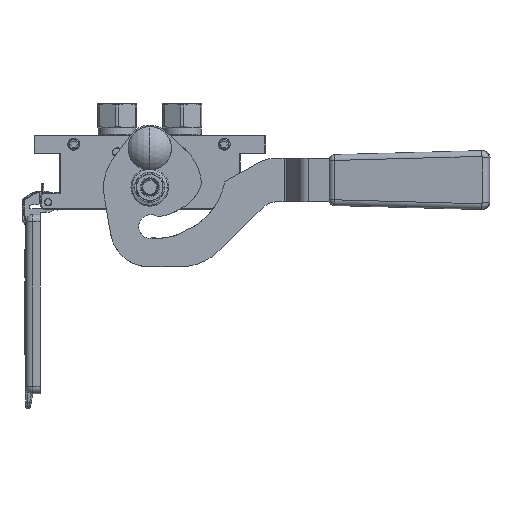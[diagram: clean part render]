
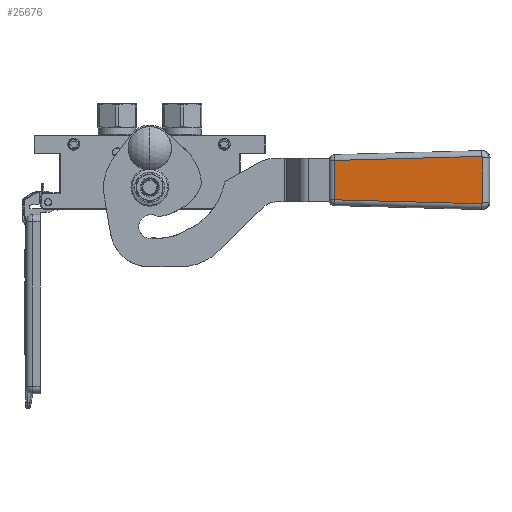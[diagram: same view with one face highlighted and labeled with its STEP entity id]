
A CAD part, front view. The second image highlights one B-rep face of the part: STEP entity #25676.
In plain terms, the highlighted face is planar.
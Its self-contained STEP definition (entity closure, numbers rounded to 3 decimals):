
#1391 = CARTESIAN_POINT ( 'NONE',  ( 16.355, 0.066, -4.882 ) ) ;
#2040 = CARTESIAN_POINT ( 'NONE',  ( 16.084, 0.059, -4.352 ) ) ;
#2409 = CARTESIAN_POINT ( 'NONE',  ( 15.363, 0.055, -4.054 ) ) ;
#5093 = B_SPLINE_CURVE_WITH_KNOTS ( 'NONE', 3,
 ( #80277, #95161, #72794, #65054, #35959, #51137, #72482, #79971, #29165, #58226, #36274 ),
 .UNSPECIFIED., .F., .F.,
 ( 4, 1, 1, 1, 1, 1, 1, 1, 4 ),
 ( 0., 0.125, 0.25, 0.375, 0.5, 0.625, 0.75, 0.875, 1. ),
 .UNSPECIFIED. ) ;
#7016 = VERTEX_POINT ( 'NONE', #71439 ) ;
#8495 = CARTESIAN_POINT ( 'NONE',  ( 15.931, 0.057, -4.223 ) ) ;
#9759 = CARTESIAN_POINT ( 'NONE',  ( 15.754, 0.056, -4.127 ) ) ;
#14779 = ORIENTED_EDGE ( 'NONE', *, *, #41199, .F. ) ;
#16289 = CARTESIAN_POINT ( 'NONE',  ( 15.562, 0.055, -4.067 ) ) ;
#19002 = CARTESIAN_POINT ( 'NONE',  ( -15.363, 0.055, -4.054 ) ) ;
#19180 = ORIENTED_EDGE ( 'NONE', *, *, #55543, .F. ) ;
#20327 = DIRECTION ( 'NONE',  ( 0., -0.014, 1. ) ) ;
#20682 = CARTESIAN_POINT ( 'NONE',  ( 16.363, 0.069, -5.081 ) ) ;
#25676 = ADVANCED_FACE ( 'NONE', ( #72000 ), #71156, .F. ) ;
#26795 = VERTEX_POINT ( 'NONE', #20682 ) ;
#29165 = CARTESIAN_POINT ( 'NONE',  ( -15.562, 0.055, -4.067 ) ) ;
#29208 = AXIS2_PLACEMENT_3D ( 'NONE', #71794, #49817, #20327 ) ;
#31418 = VECTOR ( 'NONE', #35019, 1000. ) ;
#31537 = CARTESIAN_POINT ( 'NONE',  ( 16.364, 0.068, -5.014 ) ) ;
#33169 = VERTEX_POINT ( 'NONE', #85125 ) ;
#35019 = DIRECTION ( 'NONE',  ( -0.027, -0.014, 1. ) ) ;
#35959 = CARTESIAN_POINT ( 'NONE',  ( -16.209, 0.061, -4.509 ) ) ;
#36274 = CARTESIAN_POINT ( 'NONE',  ( -15.363, 0.055, -4.054 ) ) ;
#37190 = LINE ( 'NONE', #86174, #31418 ) ;
#38030 = ORIENTED_EDGE ( 'NONE', *, *, #93883, .F. ) ;
#41199 = EDGE_CURVE ( 'NONE', #66162, #7016, #37190, .T. ) ;
#41683 = DIRECTION ( 'NONE',  ( 1., 0., 0. ) ) ;
#45689 = CARTESIAN_POINT ( 'NONE',  ( -13.607, 1.447, -107.054 ) ) ;
#48791 = ORIENTED_EDGE ( 'NONE', *, *, #79326, .F. ) ;
#49817 = DIRECTION ( 'NONE',  ( 0., 1., 0.014 ) ) ;
#50852 = VERTEX_POINT ( 'NONE', #92910 ) ;
#51137 = CARTESIAN_POINT ( 'NONE',  ( -16.084, 0.059, -4.352 ) ) ;
#52883 = CARTESIAN_POINT ( 'NONE',  ( 15.363, 0.055, -4.054 ) ) ;
#53122 = DIRECTION ( 'NONE',  ( -1., 0., 0. ) ) ;
#53199 = CARTESIAN_POINT ( 'NONE',  ( 15.43, 0.055, -4.054 ) ) ;
#54980 = VERTEX_POINT ( 'NONE', #2409 ) ;
#55543 = EDGE_CURVE ( 'NONE', #50852, #66162, #77499, .T. ) ;
#58226 = CARTESIAN_POINT ( 'NONE',  ( -15.43, 0.055, -4.054 ) ) ;
#59493 = DIRECTION ( 'NONE',  ( -0.027, 0.014, -1. ) ) ;
#60865 = LINE ( 'NONE', #89636, #78221 ) ;
#64756 = VECTOR ( 'NONE', #53122, 1000. ) ;
#64830 = ORIENTED_EDGE ( 'NONE', *, *, #89585, .F. ) ;
#65054 = CARTESIAN_POINT ( 'NONE',  ( -16.301, 0.063, -4.688 ) ) ;
#66162 = VERTEX_POINT ( 'NONE', #45689 ) ;
#67741 = CARTESIAN_POINT ( 'NONE',  ( 16.209, 0.061, -4.509 ) ) ;
#68066 = CARTESIAN_POINT ( 'NONE',  ( 16.363, 0.069, -5.081 ) ) ;
#68383 = CARTESIAN_POINT ( 'NONE',  ( 16.301, 0.063, -4.688 ) ) ;
#71156 = PLANE ( 'NONE',  #29208 ) ;
#71439 = CARTESIAN_POINT ( 'NONE',  ( -16.363, 0.069, -5.081 ) ) ;
#71639 = ORIENTED_EDGE ( 'NONE', *, *, #73093, .F. ) ;
#71794 = CARTESIAN_POINT ( 'NONE',  ( 50., 1.5, -111. ) ) ;
#72000 = FACE_OUTER_BOUND ( 'NONE', #93080, .T. ) ;
#72482 = CARTESIAN_POINT ( 'NONE',  ( -15.931, 0.057, -4.223 ) ) ;
#72794 = CARTESIAN_POINT ( 'NONE',  ( -16.355, 0.066, -4.882 ) ) ;
#73093 = EDGE_CURVE ( 'NONE', #26795, #50852, #60865, .T. ) ;
#77499 = LINE ( 'NONE', #90374, #64756 ) ;
#78221 = VECTOR ( 'NONE', #59493, 1000. ) ;
#79326 = EDGE_CURVE ( 'NONE', #54980, #26795, #86771, .T. ) ;
#79971 = CARTESIAN_POINT ( 'NONE',  ( -15.754, 0.056, -4.127 ) ) ;
#80277 = CARTESIAN_POINT ( 'NONE',  ( -16.363, 0.069, -5.081 ) ) ;
#80748 = VECTOR ( 'NONE', #41683, 1000. ) ;
#84288 = LINE ( 'NONE', #19002, #80748 ) ;
#85125 = CARTESIAN_POINT ( 'NONE',  ( -15.363, 0.055, -4.054 ) ) ;
#86174 = CARTESIAN_POINT ( 'NONE',  ( -13.607, 1.447, -107.054 ) ) ;
#86771 = B_SPLINE_CURVE_WITH_KNOTS ( 'NONE', 3,
 ( #52883, #53199, #16289, #9759, #8495, #2040, #67741, #68383, #1391, #31537, #68066 ),
 .UNSPECIFIED., .F., .F.,
 ( 4, 1, 1, 1, 1, 1, 1, 1, 4 ),
 ( 0., 0.125, 0.25, 0.375, 0.5, 0.625, 0.75, 0.875, 1. ),
 .UNSPECIFIED. ) ;
#89585 = EDGE_CURVE ( 'NONE', #33169, #54980, #84288, .T. ) ;
#89636 = CARTESIAN_POINT ( 'NONE',  ( 16.363, 0.069, -5.081 ) ) ;
#90374 = CARTESIAN_POINT ( 'NONE',  ( 13.607, 1.447, -107.054 ) ) ;
#92910 = CARTESIAN_POINT ( 'NONE',  ( 13.607, 1.447, -107.054 ) ) ;
#93080 = EDGE_LOOP ( 'NONE', ( #19180, #71639, #48791, #64830, #38030, #14779 ) ) ;
#93883 = EDGE_CURVE ( 'NONE', #7016, #33169, #5093, .T. ) ;
#95161 = CARTESIAN_POINT ( 'NONE',  ( -16.364, 0.068, -5.014 ) ) ;
